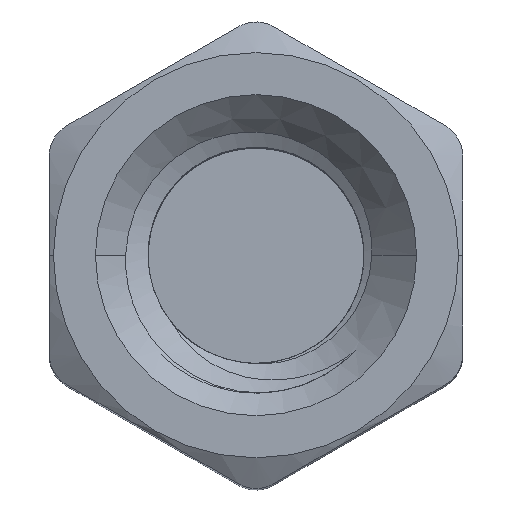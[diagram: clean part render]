
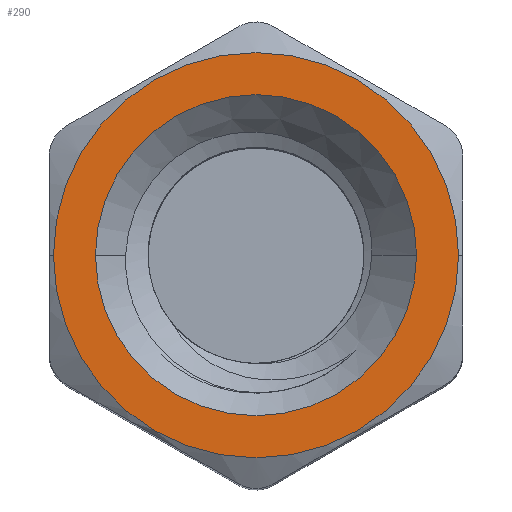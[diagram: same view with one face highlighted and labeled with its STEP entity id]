
A CAD part, top view. The second image highlights one B-rep face of the part: STEP entity #290.
In plain terms, the highlighted planar face has unit normal (0, 0, 1).
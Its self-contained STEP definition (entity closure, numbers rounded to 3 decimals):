
#4 = CARTESIAN_POINT ( 'NONE',  ( 1.748, 0., 10. ) ) ;
#290 = ADVANCED_FACE ( 'NONE', ( #2240, #1720 ), #2055, .F. ) ;
#320 = EDGE_CURVE ( 'NONE', #4308, #3572, #1261, .T. ) ;
#704 = DIRECTION ( 'NONE',  ( 0., 0., 1. ) ) ;
#769 = CARTESIAN_POINT ( 'NONE',  ( 0., 0., 10. ) ) ;
#871 = AXIS2_PLACEMENT_3D ( 'NONE', #2304, #1892, #5158 ) ;
#886 = EDGE_LOOP ( 'NONE', ( #4748, #4511 ) ) ;
#1023 = AXIS2_PLACEMENT_3D ( 'NONE', #1611, #2035, #2446 ) ;
#1054 = ORIENTED_EDGE ( 'NONE', *, *, #1898, .T. ) ;
#1071 = ORIENTED_EDGE ( 'NONE', *, *, #2322, .T. ) ;
#1223 = CIRCLE ( 'NONE', #871, 2.205 ) ;
#1261 = CIRCLE ( 'NONE', #1326, 1.748 ) ;
#1326 = AXIS2_PLACEMENT_3D ( 'NONE', #4457, #5270, #4422 ) ;
#1609 = CARTESIAN_POINT ( 'NONE',  ( 2.205, 0., 10. ) ) ;
#1611 = CARTESIAN_POINT ( 'NONE',  ( 0., 0., 10. ) ) ;
#1673 = CARTESIAN_POINT ( 'NONE',  ( 0., 1.75, 10. ) ) ;
#1720 = FACE_OUTER_BOUND ( 'NONE', #1731, .T. ) ;
#1731 = EDGE_LOOP ( 'NONE', ( #1054, #1071 ) ) ;
#1892 = DIRECTION ( 'NONE',  ( 0., 0., 1. ) ) ;
#1898 = EDGE_CURVE ( 'NONE', #4157, #4989, #1223, .T. ) ;
#2035 = DIRECTION ( 'NONE',  ( 0., 0., 1. ) ) ;
#2055 = PLANE ( 'NONE',  #2794 ) ;
#2240 = FACE_BOUND ( 'NONE', #886, .T. ) ;
#2304 = CARTESIAN_POINT ( 'NONE',  ( 0., 0., 10. ) ) ;
#2322 = EDGE_CURVE ( 'NONE', #4989, #4157, #3682, .T. ) ;
#2339 = CARTESIAN_POINT ( 'NONE',  ( -1.748, 0., 10. ) ) ;
#2446 = DIRECTION ( 'NONE',  ( 1., 0., 0. ) ) ;
#2581 = EDGE_CURVE ( 'NONE', #3572, #4308, #4821, .T. ) ;
#2794 = AXIS2_PLACEMENT_3D ( 'NONE', #1673, #4544, #4913 ) ;
#3572 = VERTEX_POINT ( 'NONE', #2339 ) ;
#3613 = AXIS2_PLACEMENT_3D ( 'NONE', #769, #704, #3999 ) ;
#3682 = CIRCLE ( 'NONE', #3613, 2.205 ) ;
#3999 = DIRECTION ( 'NONE',  ( 1., 0., 0. ) ) ;
#4002 = CARTESIAN_POINT ( 'NONE',  ( -2.205, 0., 10. ) ) ;
#4157 = VERTEX_POINT ( 'NONE', #1609 ) ;
#4308 = VERTEX_POINT ( 'NONE', #4 ) ;
#4422 = DIRECTION ( 'NONE',  ( 1., 0., 0. ) ) ;
#4457 = CARTESIAN_POINT ( 'NONE',  ( 0., 0., 10. ) ) ;
#4511 = ORIENTED_EDGE ( 'NONE', *, *, #2581, .F. ) ;
#4544 = DIRECTION ( 'NONE',  ( 0., 0., -1. ) ) ;
#4748 = ORIENTED_EDGE ( 'NONE', *, *, #320, .F. ) ;
#4821 = CIRCLE ( 'NONE', #1023, 1.748 ) ;
#4913 = DIRECTION ( 'NONE',  ( 0., 1., 0. ) ) ;
#4989 = VERTEX_POINT ( 'NONE', #4002 ) ;
#5158 = DIRECTION ( 'NONE',  ( 1., 0., 0. ) ) ;
#5270 = DIRECTION ( 'NONE',  ( 0., 0., 1. ) ) ;
